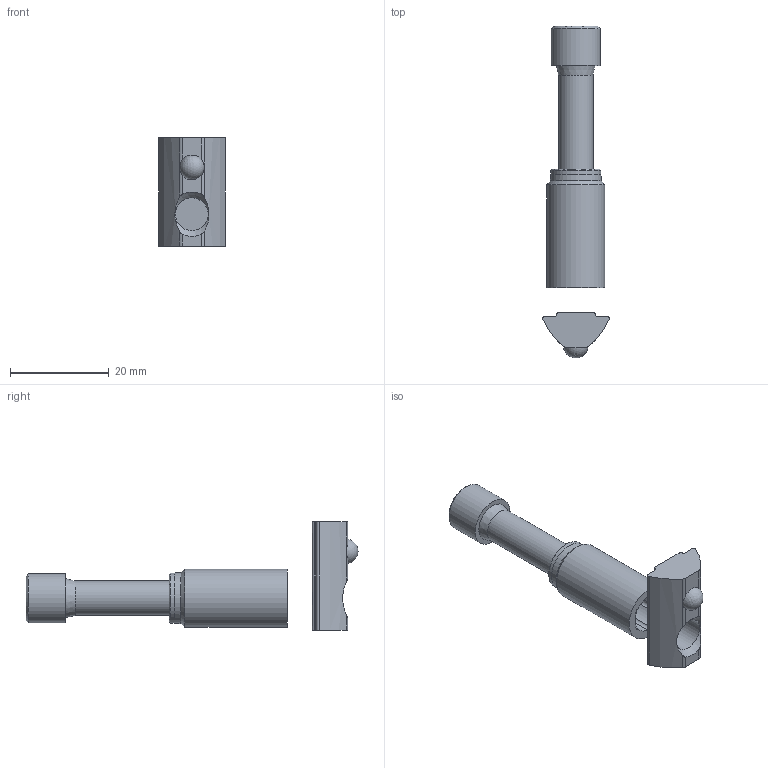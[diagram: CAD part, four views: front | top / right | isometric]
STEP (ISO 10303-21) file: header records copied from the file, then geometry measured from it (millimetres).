
FILE_DESCRIPTION(/* description */ (''),/* implementation_level */ '2;1');
FILE_NAME(/* name */ '1007687.stp',/* time_stamp */ '2024-05-06T14:52:30+02:00',/* author */ ('b.steehouwer'),/* organization */ (''),/* preprocessor_version */ 'ST-DEVELOPER v18.1',/* originating_system */ 'Autodesk Inventor 2021',/* authorisation */ '');
FILE_SCHEMA (('AUTOMOTIVE_DESIGN { 1 0 10303 214 3 1 1 }'));
Length unit declared in the file: millimetre
Products named in the file (6): 1007687; 1007687-1; 1007687-2; 1007687-3; 1007687-4; 1007687-5
Assembly tree (5 placements, depth 3):
  1007687
    1007687-1
    1007687-2
    1007687-3
      1007687-4
      1007687-5
Bounding box: 13.5 x 67.29 x 22 mm (x, y, z)
Volume: 4416.6 mm3; surface area: 4017.8 mm2
Topology: 4 solids, 4 shells, 79 faces, 203 edges, 128 vertices
Faces by surface type: plane 34, cylinder 33, cone 11, sphere 1
Full cylindrical faces by diameter (mm): 5 x1, 6.647 x1, 7 x1, 8 x1, 8.3 x1, 10 x1, 10.2 x1, 11.75 x1
Entity records: 2715 total; most frequent: CARTESIAN_POINT 524, DIRECTION 450, ORIENTED_EDGE 398, EDGE_CURVE 199, AXIS2_PLACEMENT_3D 176, VERTEX_POINT 128, LINE 98, VECTOR 98
